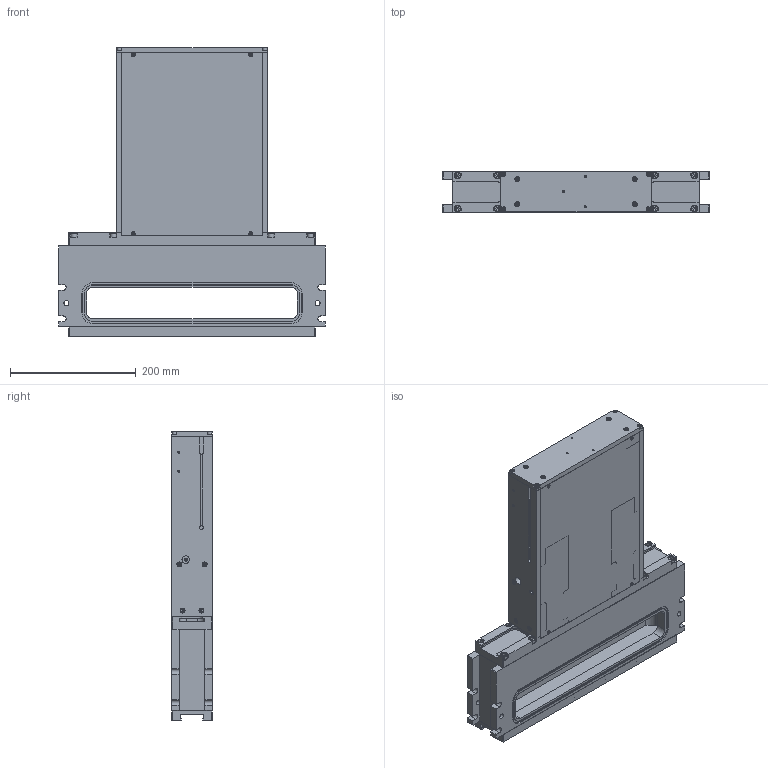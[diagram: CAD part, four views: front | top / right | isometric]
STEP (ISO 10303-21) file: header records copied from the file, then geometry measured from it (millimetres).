
FILE_DESCRIPTION((''),'2;1');
FILE_NAME('DRG-50x336-ASSY.stp','2019-09-18T09:09:53',('Administrator'),(''),'Autodesk Inventor 2011','Autodesk Inventor 2011','');
FILE_SCHEMA(('AUTOMOTIVE_DESIGN { 1 0 10303 214 1 1 1 1 }'));
Length unit declared in the file: millimetre
Products named in the file (14): DRG-50x336-ASSY; GV-50336-P04; GV-50336-P05; GV-50336-P07; GV-50336-P08; GV-50336-P14; GV-50336-P15; GV-50336-P16; GV-50336-P17; GV-50336-P23; KS B 1003 - 미터 M 5 x 16; KS B 1003 - 미터 M 6 x 16; KS B 1003 - 미터 M 4 x 12; KS B 1023 H - 미터 A  M 3 x 5 - H
Assembly tree (55 placements, depth 2):
  DRG-50x336-ASSY
    GV-50336-P04
    GV-50336-P05
    GV-50336-P07
    GV-50336-P08  x2
    GV-50336-P14
    GV-50336-P15
    GV-50336-P16
    GV-50336-P17  x2
    GV-50336-P23
    KS B 1003 - 미터 M 5 x 16  x12
    KS B 1003 - 미터 M 6 x 16  x8
    KS B 1003 - 미터 M 4 x 12  x16
    KS B 1023 H - 미터 A  M 3 x 5 - H  x8
Bounding box: 425 x 65 x 460 mm (x, y, z)
Volume: 3275755.6 mm3; surface area: 968506.9 mm2
Topology: 55 solids, 55 shells, 1903 faces, 4674 edges, 2968 vertices
Faces by surface type: plane 878, cylinder 477, cone 356, torus 192
Full cylindrical faces by diameter (mm): 2.459 x13, 2.693 x8, 3 x10, 3.242 x18, 4 x22, 4.134 x18, 4.5 x16, 4.917 x16, 5 x14, 5.5 x20, 6 x11, 6.5 x8, 6.6 x8, 7 x16, 8 x21, 8.5 x12, 9.5 x12, 10 x8, 12 x2, 14 x1, 16.5 x4, 20 x2, 28 x4, 29.4 x2, 36 x1, 40 x2, 41 x2, 54 x2, 58 x2
Entity records: 31685 total; most frequent: CARTESIAN_POINT 6136, DIRECTION 5481, ORIENTED_EDGE 4660, EDGE_CURVE 2330, AXIS2_PLACEMENT_3D 2129, VERTEX_POINT 1629, EDGE_LOOP 1562, VECTOR 1223
